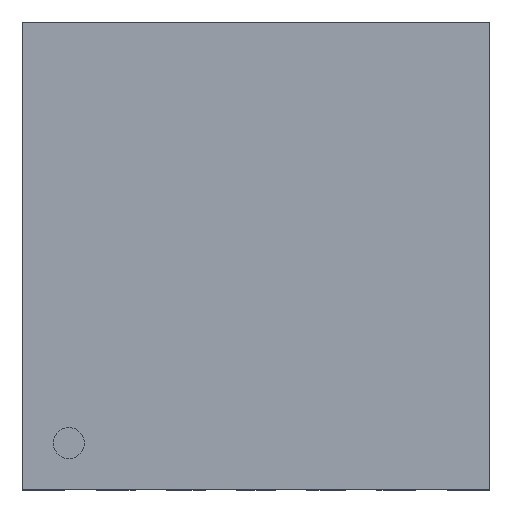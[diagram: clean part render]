
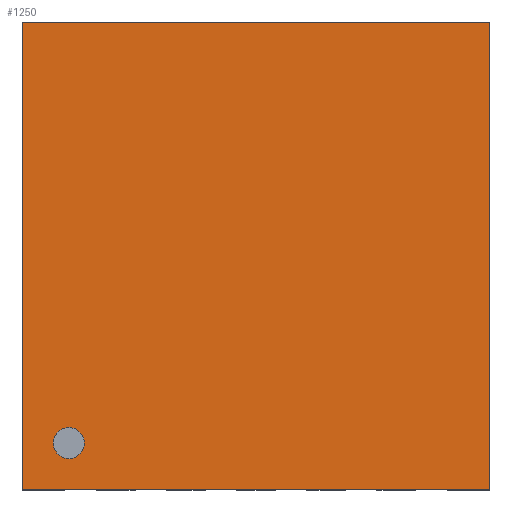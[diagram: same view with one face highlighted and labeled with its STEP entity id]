
A CAD part, top view. The second image highlights one B-rep face of the part: STEP entity #1250.
In plain terms, the highlighted planar face has unit normal (0, 0, 1).
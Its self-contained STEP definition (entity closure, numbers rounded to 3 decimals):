
#32 = VERTEX_POINT('',#33);
#33 = CARTESIAN_POINT('',(-1.5,1.5,0.75));
#39 = EDGE_CURVE('',#32,#40,#42,.T.);
#40 = VERTEX_POINT('',#41);
#41 = CARTESIAN_POINT('',(1.5,1.5,0.75));
#42 = LINE('',#43,#44);
#43 = CARTESIAN_POINT('',(-1.5,1.5,0.75));
#44 = VECTOR('',#45,1.);
#45 = DIRECTION('',(1.,0.,0.));
#1231 = EDGE_CURVE('',#40,#1232,#1234,.T.);
#1232 = VERTEX_POINT('',#1233);
#1233 = CARTESIAN_POINT('',(1.5,-1.5,0.75));
#1234 = LINE('',#1235,#1236);
#1235 = CARTESIAN_POINT('',(1.5,1.5,0.75));
#1236 = VECTOR('',#1237,1.);
#1237 = DIRECTION('',(0.,-1.,0.));
#1250 = ADVANCED_FACE('',(#1251,#1269),#1280,.F.);
#1251 = FACE_BOUND('',#1252,.F.);
#1252 = EDGE_LOOP('',(#1253,#1254,#1255,#1263));
#1253 = ORIENTED_EDGE('',*,*,#39,.T.);
#1254 = ORIENTED_EDGE('',*,*,#1231,.T.);
#1255 = ORIENTED_EDGE('',*,*,#1256,.T.);
#1256 = EDGE_CURVE('',#1232,#1257,#1259,.T.);
#1257 = VERTEX_POINT('',#1258);
#1258 = CARTESIAN_POINT('',(-1.5,-1.5,0.75));
#1259 = LINE('',#1260,#1261);
#1260 = CARTESIAN_POINT('',(1.5,-1.5,0.75));
#1261 = VECTOR('',#1262,1.);
#1262 = DIRECTION('',(-1.,0.,0.));
#1263 = ORIENTED_EDGE('',*,*,#1264,.T.);
#1264 = EDGE_CURVE('',#1257,#32,#1265,.T.);
#1265 = LINE('',#1266,#1267);
#1266 = CARTESIAN_POINT('',(-1.5,-1.5,0.75));
#1267 = VECTOR('',#1268,1.);
#1268 = DIRECTION('',(0.,1.,0.));
#1269 = FACE_BOUND('',#1270,.F.);
#1270 = EDGE_LOOP('',(#1271));
#1271 = ORIENTED_EDGE('',*,*,#1272,.F.);
#1272 = EDGE_CURVE('',#1273,#1273,#1275,.T.);
#1273 = VERTEX_POINT('',#1274);
#1274 = CARTESIAN_POINT('',(-1.1,-1.2,0.75));
#1275 = CIRCLE('',#1276,0.1);
#1276 = AXIS2_PLACEMENT_3D('',#1277,#1278,#1279);
#1277 = CARTESIAN_POINT('',(-1.2,-1.2,0.75));
#1278 = DIRECTION('',(0.,0.,-1.));
#1279 = DIRECTION('',(1.,0.,0.));
#1280 = PLANE('',#1281);
#1281 = AXIS2_PLACEMENT_3D('',#1282,#1283,#1284);
#1282 = CARTESIAN_POINT('',(0.,0.,0.75));
#1283 = DIRECTION('',(-0.,-0.,-1.));
#1284 = DIRECTION('',(-1.,0.,0.));
